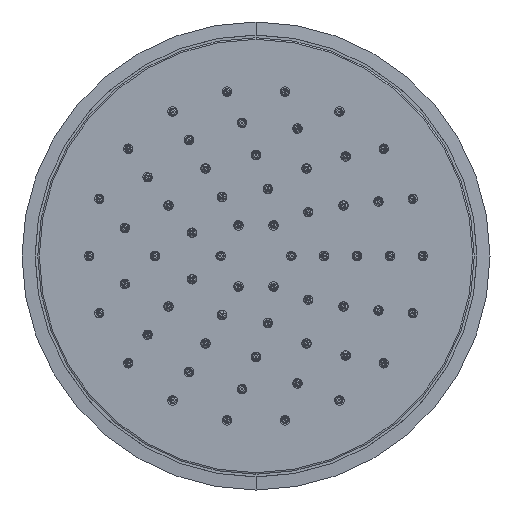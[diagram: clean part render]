
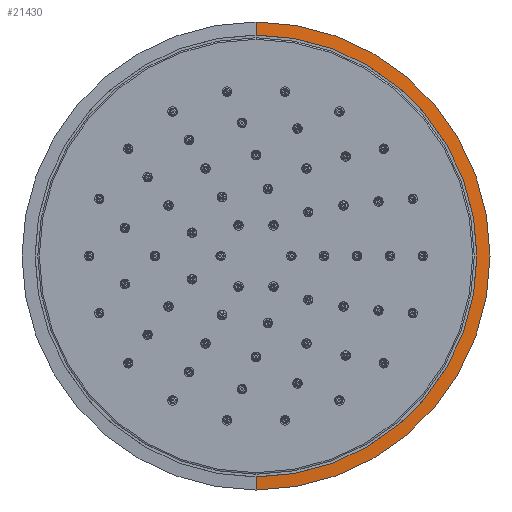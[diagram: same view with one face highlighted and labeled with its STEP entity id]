
A CAD part, front view. The second image highlights one B-rep face of the part: STEP entity #21430.
In plain terms, the highlighted conical face has half-angle 87 degrees and reference radius 110.109 mm.
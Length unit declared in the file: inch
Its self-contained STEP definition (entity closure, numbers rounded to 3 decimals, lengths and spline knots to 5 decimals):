
#1267=CARTESIAN_POINT('',(0.,-0.0506,0.));
#1268=DIRECTION('',(0.,1.,0.));
#1269=DIRECTION('',(0.,0.,1.));
#1270=AXIS2_PLACEMENT_3D('',#1267,#1268,#1269);
#1282=DIRECTION('',(0.,-0.052,0.999));
#1283=VECTOR('',#1282,0.25034);
#1284=CARTESIAN_POINT('',(0.,-0.0375,-4.46));
#1285=LINE('',#1284,#1283);
#1289=DIRECTION('',(0.,-0.052,-0.999));
#1290=VECTOR('',#1289,0.25034);
#1291=CARTESIAN_POINT('',(0.,-0.0375,4.46));
#1292=LINE('',#1291,#1290);
#1304=CARTESIAN_POINT('',(0.,-0.0375,0.));
#1305=DIRECTION('',(0.,-1.,0.));
#1306=DIRECTION('',(0.,0.,-1.));
#1307=AXIS2_PLACEMENT_3D('',#1304,#1305,#1306);
#1350=CARTESIAN_POINT('',(0.,-0.0375,0.));
#1351=DIRECTION('',(0.,-1.,0.));
#1352=DIRECTION('',(1.,0.,0.));
#1353=AXIS2_PLACEMENT_3D('',#1350,#1351,#1352);
#20251=CARTESIAN_POINT('',(0.,-0.0506,4.21));
#20252=CARTESIAN_POINT('',(0.,-0.0506,-4.21));
#20253=VERTEX_POINT('',#20251);
#20254=VERTEX_POINT('',#20252);
#20256=CARTESIAN_POINT('',(0.,-0.0375,-4.46));
#20258=VERTEX_POINT('',#20256);
#20259=CARTESIAN_POINT('',(4.46,-0.0375,0.));
#20260=VERTEX_POINT('',#20259);
#20261=CARTESIAN_POINT('',(0.,-0.0375,4.46));
#20262=VERTEX_POINT('',#20261);
#21414=CARTESIAN_POINT('',(0.,-0.04405,0.));
#21415=DIRECTION('',(0.,1.,0.));
#21416=DIRECTION('',(0.,0.,-1.));
#21417=AXIS2_PLACEMENT_3D('',#21414,#21415,#21416);
#21418=CONICAL_SURFACE('',#21417,4.335,87.);
#21420=ORIENTED_EDGE('',*,*,#21419,.F.);
#21422=ORIENTED_EDGE('',*,*,#21421,.T.);
#21423=ORIENTED_EDGE('',*,*,#21401,.F.);
#21425=ORIENTED_EDGE('',*,*,#21424,.F.);
#21427=ORIENTED_EDGE('',*,*,#21426,.F.);
#21428=EDGE_LOOP('',(#21420,#21422,#21423,#21425,#21427));
#21429=FACE_OUTER_BOUND('',#21428,.F.);
#1271=CIRCLE('',#1270,4.21);
#1308=CIRCLE('',#1307,4.46);
#1354=CIRCLE('',#1353,4.46);
#21401=EDGE_CURVE('',#20253,#20254,#1271,.T.);
#21419=EDGE_CURVE('',#20258,#20260,#1308,.T.);
#21421=EDGE_CURVE('',#20258,#20254,#1285,.T.);
#21424=EDGE_CURVE('',#20262,#20253,#1292,.T.);
#21426=EDGE_CURVE('',#20260,#20262,#1354,.T.);
#21430=ADVANCED_FACE('',(#21429),#21418,.T.);
